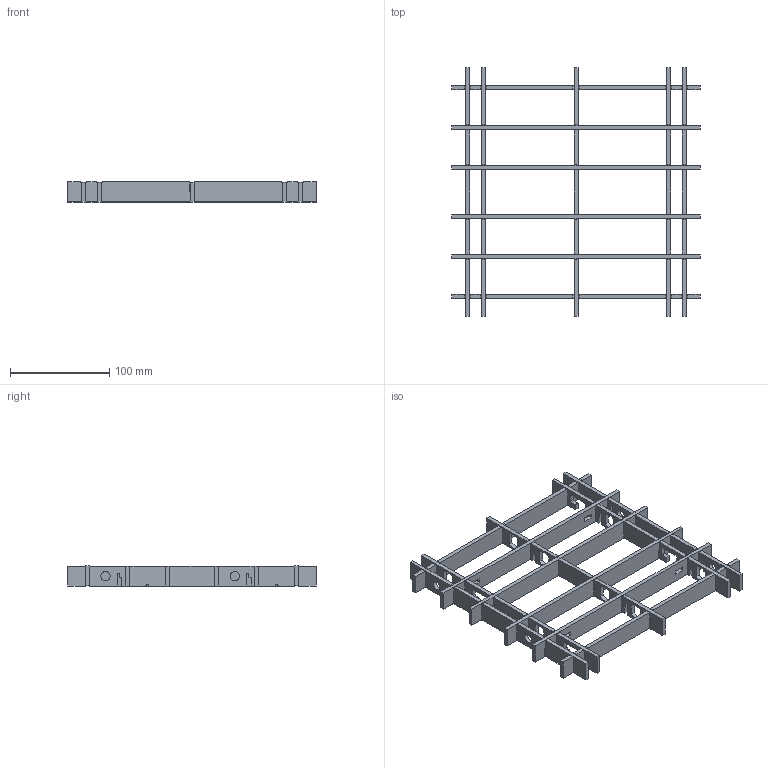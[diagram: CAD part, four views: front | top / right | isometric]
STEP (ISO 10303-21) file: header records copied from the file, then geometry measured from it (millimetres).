
FILE_DESCRIPTION(/* description */ (''),/* implementation_level */ '2;1');
FILE_NAME(/* name */ 'sparsAssembled v1.step',/* time_stamp */ '2025-04-12T17:59:28+01:00',/* author */ (''),/* organization */ (''),/* preprocessor_version */ 'ST-DEVELOPER v20.1',/* originating_system */ 'Autodesk Translation Framework v14.4.0.0',/* authorisation */ '');
FILE_SCHEMA (('AUTOMOTIVE_DESIGN { 1 0 10303 214 3 1 1 }'));
Length unit declared in the file: millimetre
Products named in the file (9): sparsAssembled; bottom_l_1; bottom_r_2; bar_top_r; bar_top_l; bottom_middle; bottom_l_2; bottom_r_1; bar_top v1 (2)
Assembly tree (11 placements, depth 2):
  sparsAssembled
    bottom_l_1
    bottom_r_2
    bar_top_r
    bar_top_l
    bar_top v1 (2)  x4
    bottom_middle
    bottom_l_2
    bottom_r_1
Bounding box: 250 x 250 x 20.19 mm (x, y, z)
Volume: 196082.6 mm3; surface area: 131089.2 mm2
Topology: 11 solids, 11 shells, 594 faces, 1716 edges, 1144 vertices
Faces by surface type: plane 446, cylinder 148
Full cylindrical faces by diameter (mm): 9.4 x4
Entity records: 16282 total; most frequent: CARTESIAN_POINT 2856, ORIENTED_EDGE 2820, DIRECTION 2658, EDGE_CURVE 1410, LINE 1174, VECTOR 1174, VERTEX_POINT 940, AXIS2_PLACEMENT_3D 742
